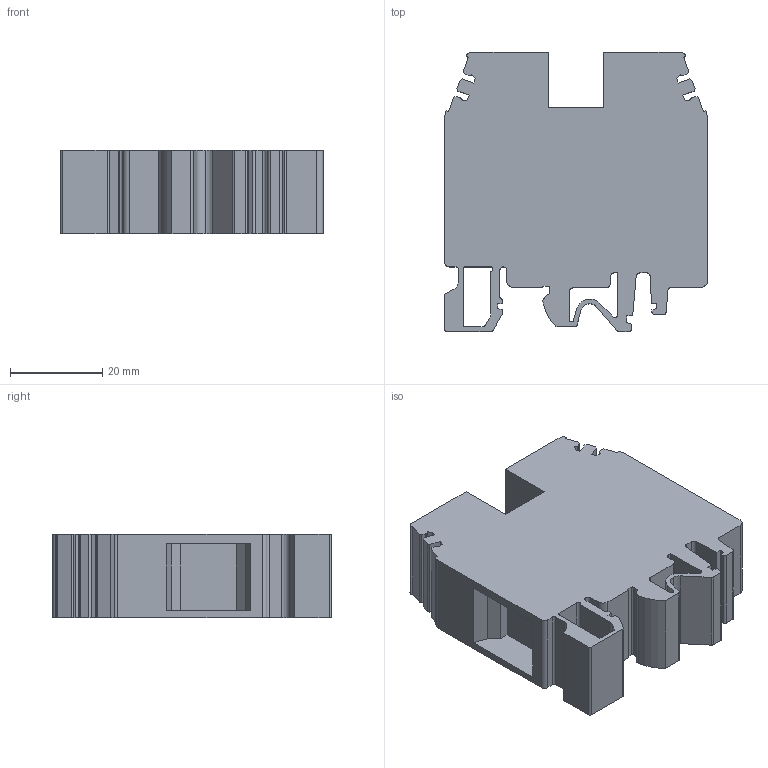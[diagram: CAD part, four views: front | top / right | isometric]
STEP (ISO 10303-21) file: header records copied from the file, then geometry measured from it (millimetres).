
FILE_DESCRIPTION((''),'2;1');
FILE_NAME('ASM0001_ASM','2022-07-14T09:30:05',('klemen.sitar'),('Audax d.o.o.'),'CREO PARAMETRIC BY PTC INC, 2021304','CREO PARAMETRIC BY PTC INC, 2021304','');
FILE_SCHEMA(('AP242_MANAGED_MODEL_BASED_3D_ENGINEERING_MIM_LF { 1 0 10303 442 1 1 4 }'));
Length unit declared in the file: millimetre
Products named in the file (3): CBD_50-54770; TYPE_1___FI-10_00MM; ASM0001_ASM
Assembly tree (3 placements, depth 2):
  ASM0001_ASM
    CBD_50-54770
    TYPE_1___FI-10_00MM  x2
Bounding box: 57 x 60.5 x 18 mm (x, y, z)
Volume: 46062.5 mm3; surface area: 14639.6 mm2
Topology: 3 solids, 3 shells, 257 faces, 750 edges, 502 vertices
Faces by surface type: plane 154, cylinder 71, cone 16, bspline 8, sphere 4, torus 4
Entity records: 11306 total; most frequent: CARTESIAN_POINT 2008, ORIENTED_EDGE 1244, DIRECTION 1182, PRESENTATION_STYLE_ASSIGNMENT 800, STYLED_ITEM 800, CURVE_STYLE 627, EDGE_CURVE 622, VECTOR 436
